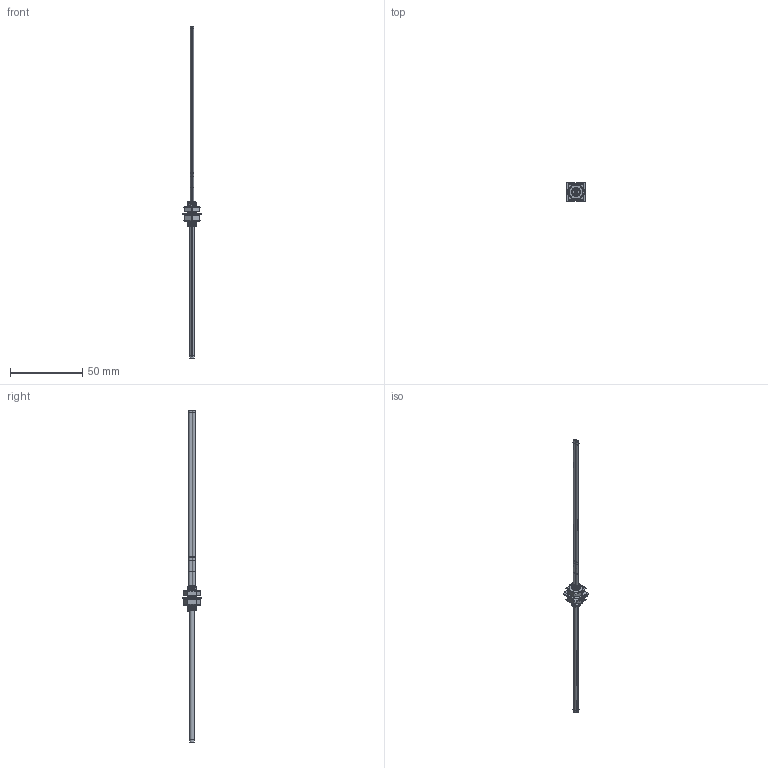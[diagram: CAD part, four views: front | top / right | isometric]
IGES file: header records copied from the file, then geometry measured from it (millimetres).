
Start section:  PTC IGES file: 192794.igs
Global section: file name: 192794.igs; native system: Creo Parametric by Parametric Technology Corporation; preprocessor: 2013230; author: pdmadmin; organization: Unknown; date: 20160209.163636; units: millimetre
Bounding box: 12.54 x 12.54 x 229.95 mm (x, y, z)
Volume: 1844.1 mm3; surface area: 38077.4 mm2
Topology: 9 solids, 11 shells, 514 faces, 2698 edges, 3495 vertices
Faces by surface type: revolution 366, bspline 148
